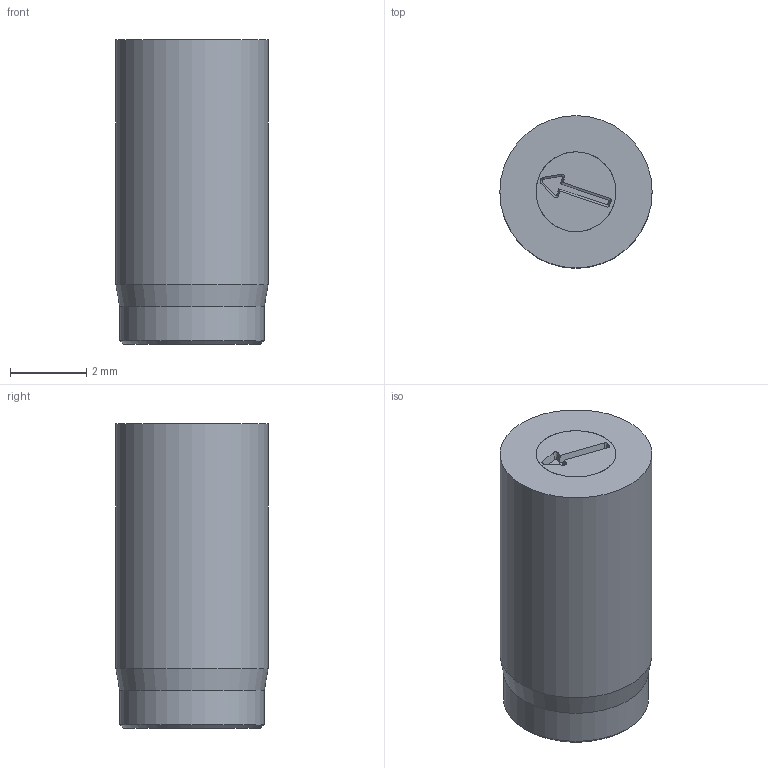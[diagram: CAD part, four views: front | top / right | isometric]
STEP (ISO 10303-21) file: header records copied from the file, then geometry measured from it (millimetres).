
FILE_DESCRIPTION(/* description */ (''),/* implementation_level */ '2;1');
FILE_NAME(/* name */ 'Dati-1400_Z$4$00.stp',/* time_stamp */ '2025-09-12T07:32:06+02:00',/* author */ ('olafg'),/* organization */ (''),/* preprocessor_version */ 'ST-DEVELOPER v20',/* originating_system */ 'Autodesk Inventor 2024',/* authorisation */ '');
FILE_SCHEMA (('AUTOMOTIVE_DESIGN { 1 0 10303 214 3 1 1 }'));
Length unit declared in the file: millimetre
Products named in the file (3): Zusammenbau 1004; 1004-01-00 Hülse; 2004-05-00 Stelleinsatz
Assembly tree (2 placements, depth 2):
  Zusammenbau 1004
    1004-01-00 Hülse
    2004-05-00 Stelleinsatz
Bounding box: 4 x 4 x 8 mm (x, y, z)
Volume: 80.9 mm3; surface area: 198.2 mm2
Topology: 2 solids, 2 shells, 32 faces, 71 edges, 46 vertices
Faces by surface type: plane 14, cone 11, cylinder 6, torus 1
Full cylindrical faces by diameter (mm): 1.1 x1, 2 x1, 2.1 x2, 3.8 x1, 4 x1
Entity records: 1007 total; most frequent: DIRECTION 178, CARTESIAN_POINT 154, ORIENTED_EDGE 142, EDGE_CURVE 71, AXIS2_PLACEMENT_3D 70, VERTEX_POINT 46, LINE 38, VECTOR 38
